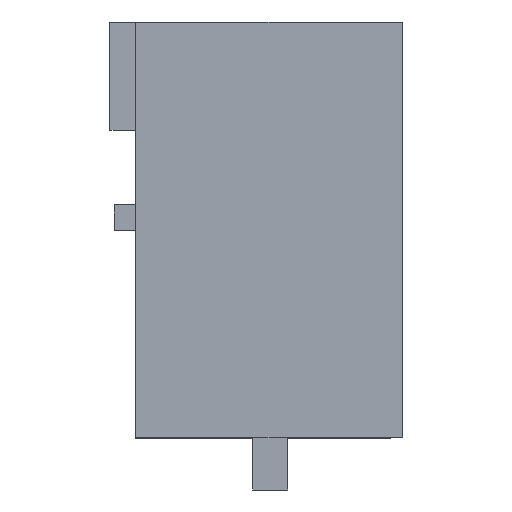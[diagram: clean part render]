
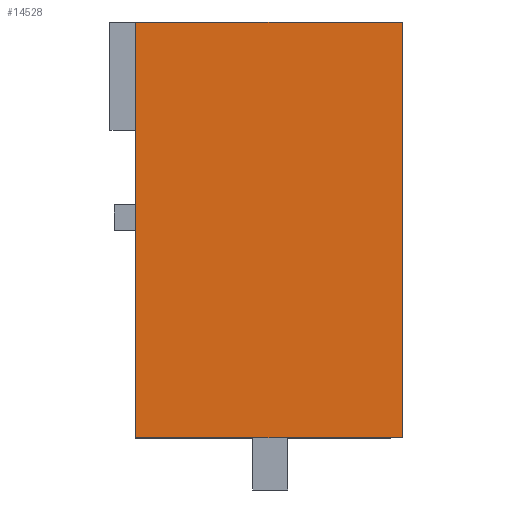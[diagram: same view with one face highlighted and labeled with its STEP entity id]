
A CAD part, left-side view. The second image highlights one B-rep face of the part: STEP entity #14528.
In plain terms, the highlighted planar face has unit normal (-1, 0, 0).
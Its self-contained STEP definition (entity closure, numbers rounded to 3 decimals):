
#14515=AXIS2_PLACEMENT_3D('Plane Axis2P3D',#14512,#14513,#14514) ;
#89=CARTESIAN_POINT('Vertex',(0.,0.,13.5)) ;
#124=CARTESIAN_POINT('Vertex',(0.,7.68,13.5)) ;
#127=CARTESIAN_POINT('Line Origine',(0.,3.84,13.5)) ;
#943=CARTESIAN_POINT('Line Origine',(0.,0.,7.5)) ;
#947=CARTESIAN_POINT('Vertex',(0.,0.,1.5)) ;
#1009=CARTESIAN_POINT('Vertex',(0.,7.68,1.5)) ;
#1019=CARTESIAN_POINT('Line Origine',(0.,3.84,1.5)) ;
#14512=CARTESIAN_POINT('Axis2P3D Location',(0.,-0.899,13.5)) ;
#14517=CARTESIAN_POINT('Line Origine',(0.,7.68,7.5)) ;
#128=DIRECTION('Vector Direction',(0.,1.,0.)) ;
#944=DIRECTION('Vector Direction',(0.,0.,-1.)) ;
#1020=DIRECTION('Vector Direction',(0.,1.,0.)) ;
#14513=DIRECTION('Axis2P3D Direction',(-1.,0.,0.)) ;
#14514=DIRECTION('Axis2P3D XDirection',(0.,1.,0.)) ;
#14518=DIRECTION('Vector Direction',(0.,0.,-1.)) ;
#129=VECTOR('Line Direction',#128,1.) ;
#945=VECTOR('Line Direction',#944,1.) ;
#1021=VECTOR('Line Direction',#1020,1.) ;
#14519=VECTOR('Line Direction',#14518,1.) ;
#14523=ORIENTED_EDGE('',*,*,#131,.T.) ;
#14524=ORIENTED_EDGE('',*,*,#14521,.T.) ;
#14525=ORIENTED_EDGE('',*,*,#1023,.F.) ;
#14526=ORIENTED_EDGE('',*,*,#949,.F.) ;
#14528=ADVANCED_FACE('Body',(#14527),#14516,.T.) ;
#131=EDGE_CURVE('',#90,#125,#130,.T.) ;
#949=EDGE_CURVE('',#90,#948,#946,.T.) ;
#1023=EDGE_CURVE('',#948,#1010,#1022,.T.) ;
#14521=EDGE_CURVE('',#125,#1010,#14520,.T.) ;
#14522=EDGE_LOOP('',(#14523,#14524,#14525,#14526)) ;
#14527=FACE_OUTER_BOUND('',#14522,.T.) ;
#130=LINE('Line',#127,#129) ;
#946=LINE('Line',#943,#945) ;
#1022=LINE('Line',#1019,#1021) ;
#14520=LINE('Line',#14517,#14519) ;
#14516=PLANE('',#14515) ;
#90=VERTEX_POINT('',#89) ;
#125=VERTEX_POINT('',#124) ;
#948=VERTEX_POINT('',#947) ;
#1010=VERTEX_POINT('',#1009) ;
